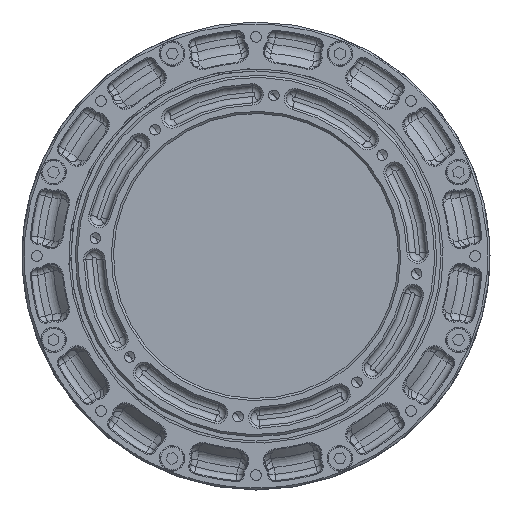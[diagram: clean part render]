
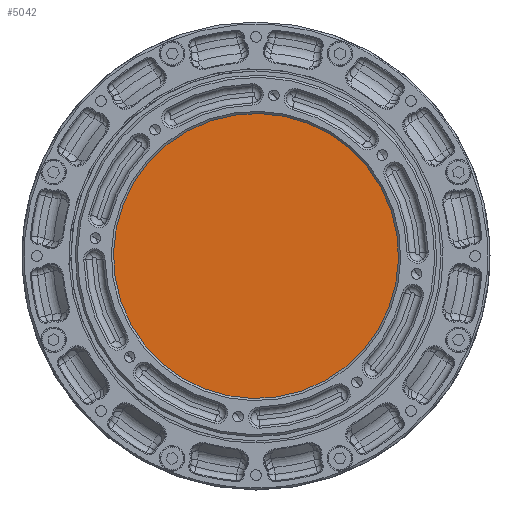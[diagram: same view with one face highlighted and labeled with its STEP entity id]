
A CAD part, front view. The second image highlights one B-rep face of the part: STEP entity #5042.
In plain terms, the highlighted planar face has unit normal (0, -1, 0).
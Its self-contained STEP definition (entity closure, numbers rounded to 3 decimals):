
#1701 = CIRCLE ( 'NONE', #23804, 33.5 ) ;
#5042 = ADVANCED_FACE ( 'NONE', ( #88652 ), #37543, .T. ) ;
#9639 = DIRECTION ( 'NONE',  ( 0., -1., 0. ) ) ;
#10693 = DIRECTION ( 'NONE',  ( 0., 1., 0. ) ) ;
#11700 = VERTEX_POINT ( 'NONE', #57412 ) ;
#11903 = DIRECTION ( 'NONE',  ( -0.624, 0., 0.781 ) ) ;
#12767 = ORIENTED_EDGE ( 'NONE', *, *, #86588, .F. ) ;
#20697 = AXIS2_PLACEMENT_3D ( 'NONE', #38898, #59107, #86865 ) ;
#21362 = VERTEX_POINT ( 'NONE', #49250 ) ;
#23804 = AXIS2_PLACEMENT_3D ( 'NONE', #52606, #10693, #11903 ) ;
#32626 = AXIS2_PLACEMENT_3D ( 'NONE', #51588, #9639, #38151 ) ;
#37543 = PLANE ( 'NONE',  #32626 ) ;
#38151 = DIRECTION ( 'NONE',  ( -0.624, 0., 0.781 ) ) ;
#38898 = CARTESIAN_POINT ( 'NONE',  ( 0., -6.65, 0. ) ) ;
#42368 = EDGE_LOOP ( 'NONE', ( #89458, #12767 ) ) ;
#45800 = EDGE_CURVE ( 'NONE', #11700, #21362, #1701, .T. ) ;
#49250 = CARTESIAN_POINT ( 'NONE',  ( 20.918, -6.65, -26.167 ) ) ;
#51588 = CARTESIAN_POINT ( 'NONE',  ( 49.783, -6.65, -5.55 ) ) ;
#52606 = CARTESIAN_POINT ( 'NONE',  ( 0., -6.65, 0. ) ) ;
#57412 = CARTESIAN_POINT ( 'NONE',  ( -20.918, -6.65, 26.167 ) ) ;
#59107 = DIRECTION ( 'NONE',  ( 0., 1., 0. ) ) ;
#72878 = CIRCLE ( 'NONE', #20697, 33.5 ) ;
#86588 = EDGE_CURVE ( 'NONE', #21362, #11700, #72878, .T. ) ;
#86865 = DIRECTION ( 'NONE',  ( -0.624, 0., 0.781 ) ) ;
#88652 = FACE_OUTER_BOUND ( 'NONE', #42368, .T. ) ;
#89458 = ORIENTED_EDGE ( 'NONE', *, *, #45800, .F. ) ;
